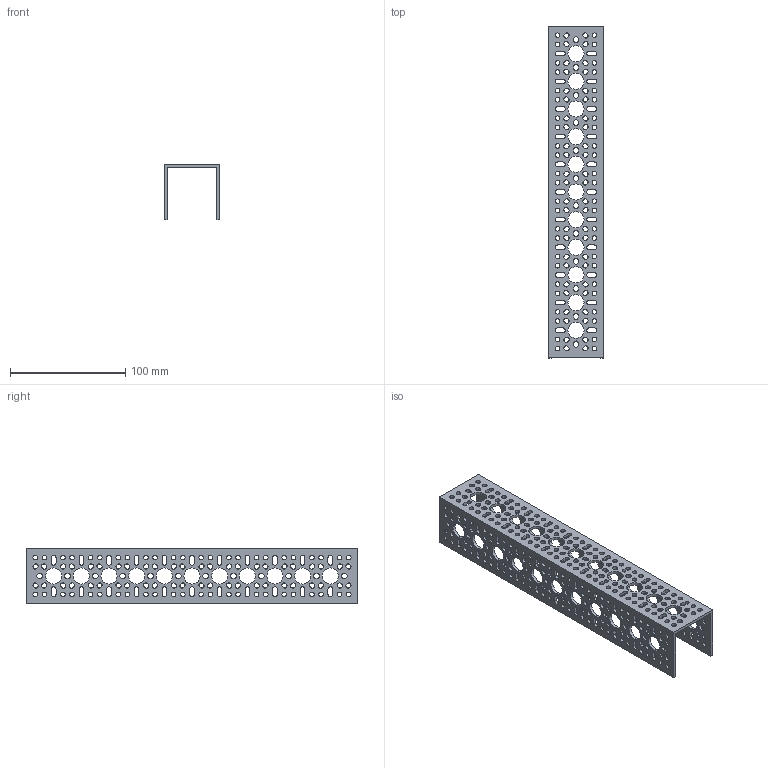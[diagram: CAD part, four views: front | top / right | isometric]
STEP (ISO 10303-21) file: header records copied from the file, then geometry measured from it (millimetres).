
FILE_DESCRIPTION (( 'STEP AP203' ), '1' );
FILE_NAME ('1100-0011-0288 rev1.STEP', '2017-05-12T21:02:50', ( '' ), ( '' ), 'SwSTEP 2.0', 'SolidWorks 2016', '' );
FILE_SCHEMA (( 'CONFIG_CONTROL_DESIGN' ));
Products named in the file (1): 1100-0011-0288 rev1
Bounding box: 48 x 288 x 48 mm (x, y, z)
Volume: 70552.6 mm3; surface area: 76745.5 mm2
Topology: 1 solids, 1 shells, 1525 faces, 4569 edges, 3046 vertices
Faces by surface type: cylinder 1023, plane 502
Entity records: 54098 total; most frequent: DIRECTION 9667, CARTESIAN_POINT 9141, ORIENTED_EDGE 9138, EDGE_CURVE 4569, AXIS2_PLACEMENT_3D 3572, VERTEX_POINT 3046, VECTOR 2523, LINE 2523
